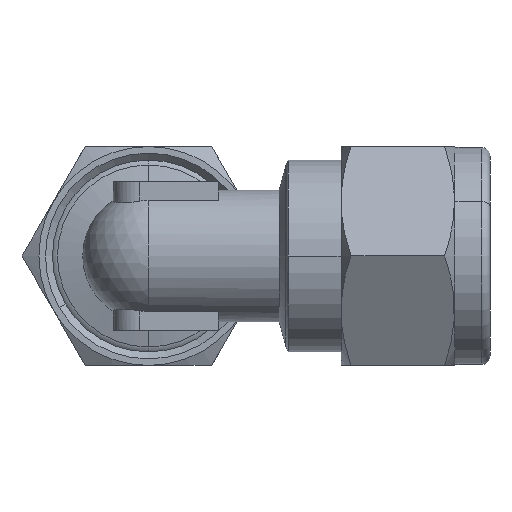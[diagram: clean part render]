
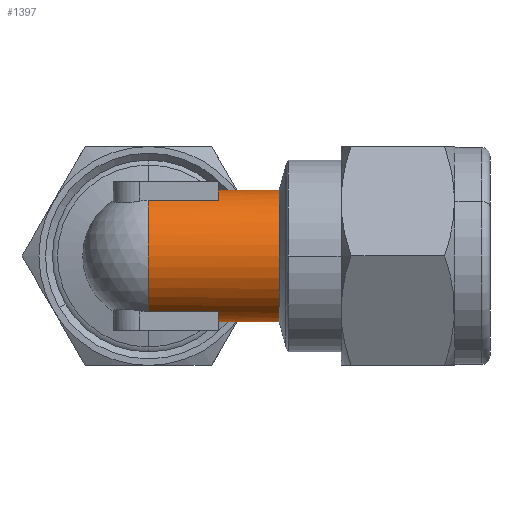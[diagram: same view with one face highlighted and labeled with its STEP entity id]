
A CAD part, left-side view. The second image highlights one B-rep face of the part: STEP entity #1397.
In plain terms, the highlighted cylindrical face has radius 7.5 mm (diameter 15 mm), a partial arc.
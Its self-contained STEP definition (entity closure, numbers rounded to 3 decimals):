
#250 = DIRECTION ( 'NONE',  ( 0., 0., -1. ) ) ;
#252 = CARTESIAN_POINT ( 'NONE',  ( 0., 0., 0. ) ) ;
#253 = DIRECTION ( 'NONE',  ( 0., -1., 0. ) ) ;
#296 = DIRECTION ( 'NONE',  ( 0., 1., 0. ) ) ;
#297 = CARTESIAN_POINT ( 'NONE',  ( -4., 0., 6.344 ) ) ;
#298 = CARTESIAN_POINT ( 'NONE',  ( -4., 0., -6.344 ) ) ;
#299 = DIRECTION ( 'NONE',  ( 0., -1., 0. ) ) ;
#366 = VERTEX_POINT ( 'NONE', #883 ) ;
#377 = VERTEX_POINT ( 'NONE', #894 ) ;
#385 = VERTEX_POINT ( 'NONE', #902 ) ;
#386 = VERTEX_POINT ( 'NONE', #903 ) ;
#432 = VERTEX_POINT ( 'NONE', #802 ) ;
#437 = VERTEX_POINT ( 'NONE', #807 ) ;
#438 = VERTEX_POINT ( 'NONE', #808 ) ;
#439 = VERTEX_POINT ( 'NONE', #809 ) ;
#802 = CARTESIAN_POINT ( 'NONE',  ( -4., 23., 6.344 ) ) ;
#807 = CARTESIAN_POINT ( 'NONE',  ( -4., 31., 6.344 ) ) ;
#808 = CARTESIAN_POINT ( 'NONE',  ( -4., 31., -6.344 ) ) ;
#809 = CARTESIAN_POINT ( 'NONE',  ( -4., 23., -6.344 ) ) ;
#883 = CARTESIAN_POINT ( 'NONE',  ( 0., 16.072, 7.5 ) ) ;
#894 = CARTESIAN_POINT ( 'NONE',  ( 0., 16.072, -7.5 ) ) ;
#902 = CARTESIAN_POINT ( 'NONE',  ( 0., 23., -7.5 ) ) ;
#903 = CARTESIAN_POINT ( 'NONE',  ( 0., 23., 7.5 ) ) ;
#1115 = LINE ( 'NONE', #2344, #1117 ) ;
#1116 = LINE ( 'NONE', #2355, #1119 ) ;
#1117 = VECTOR ( 'NONE', #2345, 1000. ) ;
#1119 = VECTOR ( 'NONE', #2356, 1000. ) ;
#1175 = CIRCLE ( 'NONE', #1736, 7.5 ) ;
#1178 = CIRCLE ( 'NONE', #1737, 7.5 ) ;
#1397 = ADVANCED_FACE ( 'NONE', ( #2672 ), #2674, .T. ) ;
#1410 = EDGE_CURVE ( 'NONE', #438, #439, #2692, .T. ) ;
#1411 = EDGE_CURVE ( 'NONE', #437, #438, #2691, .T. ) ;
#1412 = EDGE_CURVE ( 'NONE', #432, #437, #2693, .T. ) ;
#1413 = EDGE_CURVE ( 'NONE', #386, #432, #2694, .T. ) ;
#1494 = EDGE_CURVE ( 'NONE', #385, #377, #1115, .T. ) ;
#1495 = EDGE_CURVE ( 'NONE', #386, #366, #1116, .T. ) ;
#1540 = EDGE_CURVE ( 'NONE', #439, #385, #1175, .T. ) ;
#1541 = EDGE_CURVE ( 'NONE', #366, #377, #1178, .T. ) ;
#1664 = AXIS2_PLACEMENT_3D ( 'NONE', #252, #253, #250 ) ;
#1674 = AXIS2_PLACEMENT_3D ( 'NONE', #2162, #2163, #2164 ) ;
#1676 = AXIS2_PLACEMENT_3D ( 'NONE', #2165, #2166, #2167 ) ;
#1736 = AXIS2_PLACEMENT_3D ( 'NONE', #2259, #2260, #2261 ) ;
#1737 = AXIS2_PLACEMENT_3D ( 'NONE', #2262, #2263, #2264 ) ;
#2162 = CARTESIAN_POINT ( 'NONE',  ( 0., 31., 0. ) ) ;
#2163 = DIRECTION ( 'NONE',  ( 0., -1., 0. ) ) ;
#2164 = DIRECTION ( 'NONE',  ( 0., 0., -1. ) ) ;
#2165 = CARTESIAN_POINT ( 'NONE',  ( 0., 23., 0. ) ) ;
#2166 = DIRECTION ( 'NONE',  ( 0., -1., 0. ) ) ;
#2167 = DIRECTION ( 'NONE',  ( 0., 0., 1. ) ) ;
#2259 = CARTESIAN_POINT ( 'NONE',  ( 0., 23., 0. ) ) ;
#2260 = DIRECTION ( 'NONE',  ( 0., -1., 0. ) ) ;
#2261 = DIRECTION ( 'NONE',  ( 0., 0., 1. ) ) ;
#2262 = CARTESIAN_POINT ( 'NONE',  ( 0., 16.072, 0. ) ) ;
#2263 = DIRECTION ( 'NONE',  ( 0., -1., 0. ) ) ;
#2264 = DIRECTION ( 'NONE',  ( 0., 0., -1. ) ) ;
#2344 = CARTESIAN_POINT ( 'NONE',  ( 0., 0., -7.5 ) ) ;
#2345 = DIRECTION ( 'NONE',  ( 0., -1., 0. ) ) ;
#2355 = CARTESIAN_POINT ( 'NONE',  ( 0., 0., 7.5 ) ) ;
#2356 = DIRECTION ( 'NONE',  ( 0., -1., 0. ) ) ;
#2505 = ORIENTED_EDGE ( 'NONE', *, *, #1495, .F. ) ;
#2506 = ORIENTED_EDGE ( 'NONE', *, *, #1413, .T. ) ;
#2507 = ORIENTED_EDGE ( 'NONE', *, *, #1412, .T. ) ;
#2508 = ORIENTED_EDGE ( 'NONE', *, *, #1411, .T. ) ;
#2509 = ORIENTED_EDGE ( 'NONE', *, *, #1410, .T. ) ;
#2510 = ORIENTED_EDGE ( 'NONE', *, *, #1540, .T. ) ;
#2511 = ORIENTED_EDGE ( 'NONE', *, *, #1494, .T. ) ;
#2512 = ORIENTED_EDGE ( 'NONE', *, *, #1541, .F. ) ;
#2572 = EDGE_LOOP ( 'NONE', ( #2505, #2506, #2507, #2508, #2509, #2510, #2511, #2512 ) ) ;
#2672 = FACE_OUTER_BOUND ( 'NONE', #2572, .T. ) ;
#2674 = CYLINDRICAL_SURFACE ( 'NONE', #1664, 7.5 ) ;
#2683 = VECTOR ( 'NONE', #299, 1000. ) ;
#2691 = CIRCLE ( 'NONE', #1674, 7.5 ) ;
#2692 = LINE ( 'NONE', #298, #2683 ) ;
#2693 = LINE ( 'NONE', #297, #2695 ) ;
#2694 = CIRCLE ( 'NONE', #1676, 7.5 ) ;
#2695 = VECTOR ( 'NONE', #296, 1000. ) ;
